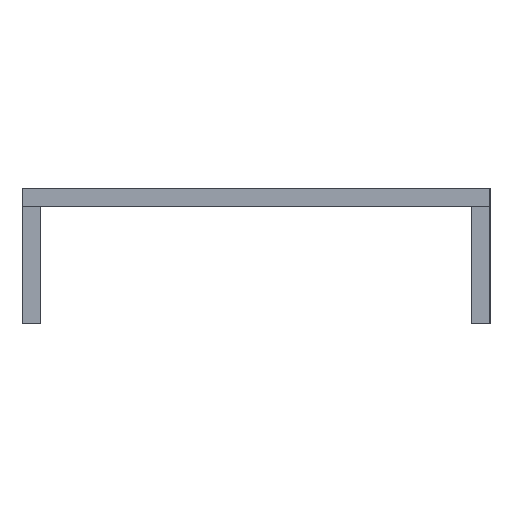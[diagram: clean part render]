
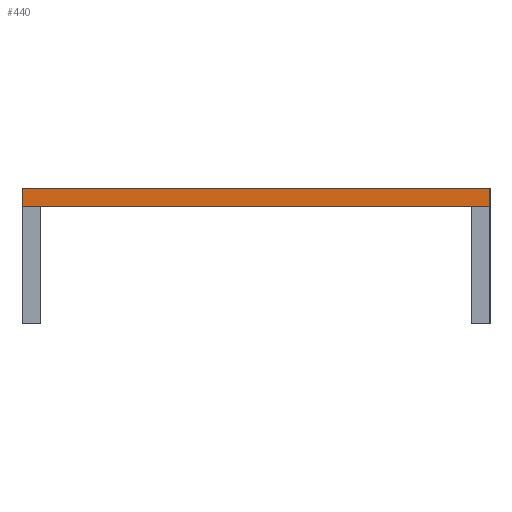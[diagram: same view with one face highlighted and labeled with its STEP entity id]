
A CAD part, left-side view. The second image highlights one B-rep face of the part: STEP entity #440.
In plain terms, the highlighted planar face has unit normal (-1, 0, 0).
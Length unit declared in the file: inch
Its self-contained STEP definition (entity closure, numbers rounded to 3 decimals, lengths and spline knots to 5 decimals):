
#440 = ADVANCED_FACE ( 'NONE', ( #2938 ), #2966, .F. ) ;
#478 = VERTEX_POINT ( 'NONE', #3723 ) ;
#479 = VERTEX_POINT ( 'NONE', #3724 ) ;
#497 = VERTEX_POINT ( 'NONE', #3787 ) ;
#498 = VERTEX_POINT ( 'NONE', #3788 ) ;
#1290 = EDGE_CURVE ( 'NONE', #478, #479, #4094, .T. ) ;
#1413 = ORIENTED_EDGE ( 'NONE', *, *, #1290, .F. ) ;
#1414 = ORIENTED_EDGE ( 'NONE', *, *, #1497, .F. ) ;
#1415 = ORIENTED_EDGE ( 'NONE', *, *, #1502, .T. ) ;
#1416 = ORIENTED_EDGE ( 'NONE', *, *, #1503, .T. ) ;
#1424 = EDGE_LOOP ( 'NONE', ( #1414, #1415, #1413, #1416 ) ) ;
#1497 = EDGE_CURVE ( 'NONE', #497, #498, #5346, .T. ) ;
#1502 = EDGE_CURVE ( 'NONE', #497, #479, #5351, .T. ) ;
#1503 = EDGE_CURVE ( 'NONE', #478, #498, #5352, .T. ) ;
#2938 = FACE_OUTER_BOUND ( 'NONE', #1424, .T. ) ;
#2966 = PLANE ( 'NONE',  #3963 ) ;
#2967 = CARTESIAN_POINT ( 'NONE',  ( -9.5, -0.7955, -0.067 ) ) ;
#2968 = DIRECTION ( 'NONE',  ( 1., 0., 0. ) ) ;
#2969 = DIRECTION ( 'NONE',  ( 0., 0., -1. ) ) ;
#3723 = CARTESIAN_POINT ( 'NONE',  ( -9.5, -0.8625, -0.067 ) ) ;
#3724 = CARTESIAN_POINT ( 'NONE',  ( -9.5, 0.8625, -0.067 ) ) ;
#3787 = CARTESIAN_POINT ( 'NONE',  ( -9.5, 0.8625, 0. ) ) ;
#3788 = CARTESIAN_POINT ( 'NONE',  ( -9.5, -0.8625, 0. ) ) ;
#3963 = AXIS2_PLACEMENT_3D ( 'NONE', #2967, #2968, #2969 ) ;
#4094 = LINE ( 'NONE', #5075, #4704 ) ;
#4704 = VECTOR ( 'NONE', #5076, 39.37008 ) ;
#4808 = VECTOR ( 'NONE', #5259, 39.37008 ) ;
#4813 = VECTOR ( 'NONE', #5269, 39.37008 ) ;
#4814 = VECTOR ( 'NONE', #5271, 39.37008 ) ;
#5075 = CARTESIAN_POINT ( 'NONE',  ( -9.5, 0.7955, -0.067 ) ) ;
#5076 = DIRECTION ( 'NONE',  ( 0., 1., 0. ) ) ;
#5258 = CARTESIAN_POINT ( 'NONE',  ( -9.5, 0.7955, 0. ) ) ;
#5259 = DIRECTION ( 'NONE',  ( 0., -1., 0. ) ) ;
#5268 = CARTESIAN_POINT ( 'NONE',  ( -9.5, 0.8625, -0.067 ) ) ;
#5269 = DIRECTION ( 'NONE',  ( 0., 0., -1. ) ) ;
#5270 = CARTESIAN_POINT ( 'NONE',  ( -9.5, -0.8625, -0.067 ) ) ;
#5271 = DIRECTION ( 'NONE',  ( 0., 0., 1. ) ) ;
#5346 = LINE ( 'NONE', #5258, #4808 ) ;
#5351 = LINE ( 'NONE', #5268, #4813 ) ;
#5352 = LINE ( 'NONE', #5270, #4814 ) ;
